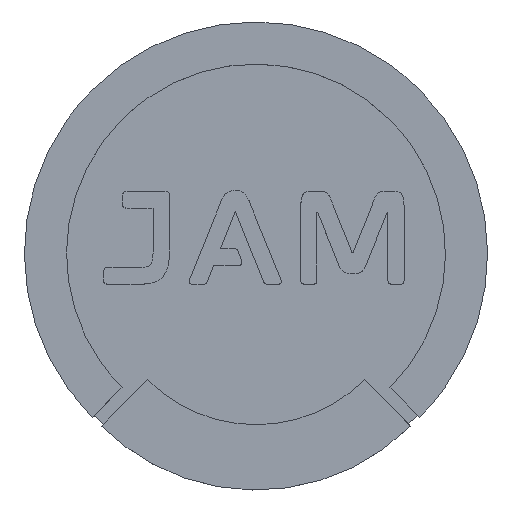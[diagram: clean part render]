
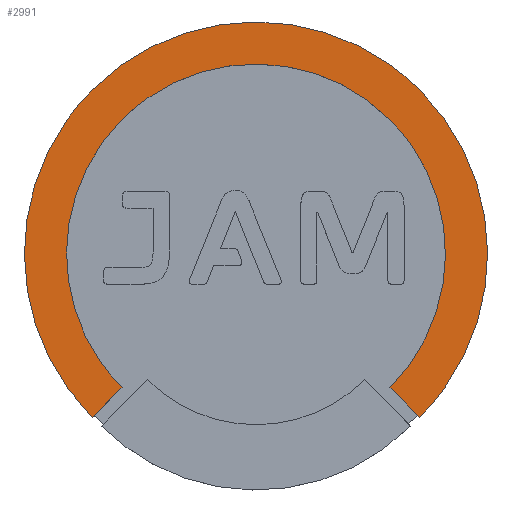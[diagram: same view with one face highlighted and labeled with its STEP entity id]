
A CAD part, top view. The second image highlights one B-rep face of the part: STEP entity #2991.
In plain terms, the highlighted planar face has unit normal (0, 0, 1).
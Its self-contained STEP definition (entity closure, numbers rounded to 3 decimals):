
#179=PLANE('',#3106);
#321=FACE_OUTER_BOUND('',#484,.T.);
#484=EDGE_LOOP('',(#2736,#2737,#2738,#2739,#2740,#2741,#2742,#2743));
#691=B_SPLINE_CURVE_WITH_KNOTS('',3,(#5430,#5431,#5432,#5433),
 .UNSPECIFIED.,.F.,.F.,(4,4),(-1.109,0.),.UNSPECIFIED.);
#692=B_SPLINE_CURVE_WITH_KNOTS('',3,(#5444,#5445,#5446,#5447),
 .UNSPECIFIED.,.F.,.F.,(4,4),(-1.109,0.),.UNSPECIFIED.);
#693=B_SPLINE_CURVE_WITH_KNOTS('',3,(#5458,#5459,#5460,#5461),
 .UNSPECIFIED.,.F.,.F.,(4,4),(-1.109,0.),.UNSPECIFIED.);
#694=B_SPLINE_CURVE_WITH_KNOTS('',3,(#5476,#5477,#5478,#5479),
 .UNSPECIFIED.,.F.,.F.,(4,4),(-1.355,0.),.UNSPECIFIED.);
#695=B_SPLINE_CURVE_WITH_KNOTS('',3,(#5490,#5491,#5492,#5493),
 .UNSPECIFIED.,.F.,.F.,(4,4),(-1.355,0.),.UNSPECIFIED.);
#696=B_SPLINE_CURVE_WITH_KNOTS('',3,(#5503,#5504,#5505,#5506),
 .UNSPECIFIED.,.F.,.F.,(4,4),(-1.355,0.),.UNSPECIFIED.);
#909=LINE('',#5418,#1156);
#915=LINE('',#5465,#1162);
#1156=VECTOR('',#3475,10.);
#1162=VECTOR('',#3483,10.);
#1481=VERTEX_POINT('',#5416);
#1482=VERTEX_POINT('',#5417);
#1483=VERTEX_POINT('',#5429);
#1484=VERTEX_POINT('',#5443);
#1485=VERTEX_POINT('',#5457);
#1486=VERTEX_POINT('',#5464);
#1487=VERTEX_POINT('',#5475);
#1488=VERTEX_POINT('',#5489);
#1901=EDGE_CURVE('',#1481,#1482,#909,.T.);
#1904=EDGE_CURVE('',#1483,#1481,#691,.T.);
#1906=EDGE_CURVE('',#1484,#1483,#692,.T.);
#1908=EDGE_CURVE('',#1485,#1484,#693,.T.);
#1910=EDGE_CURVE('',#1486,#1485,#915,.T.);
#1912=EDGE_CURVE('',#1487,#1486,#694,.T.);
#1914=EDGE_CURVE('',#1488,#1487,#695,.T.);
#1916=EDGE_CURVE('',#1482,#1488,#696,.T.);
#2736=ORIENTED_EDGE('',*,*,#1916,.F.);
#2737=ORIENTED_EDGE('',*,*,#1901,.F.);
#2738=ORIENTED_EDGE('',*,*,#1904,.F.);
#2739=ORIENTED_EDGE('',*,*,#1906,.F.);
#2740=ORIENTED_EDGE('',*,*,#1908,.F.);
#2741=ORIENTED_EDGE('',*,*,#1910,.F.);
#2742=ORIENTED_EDGE('',*,*,#1912,.F.);
#2743=ORIENTED_EDGE('',*,*,#1914,.F.);
#2991=ADVANCED_FACE('',(#321),#179,.F.);
#3106=AXIS2_PLACEMENT_3D('',#5507,#3487,#3488);
#3475=DIRECTION('',(-0.707,-0.707,0.));
#3483=DIRECTION('',(-0.707,0.707,0.));
#3487=DIRECTION('center_axis',(0.,0.,
-1.));
#3488=DIRECTION('ref_axis',(1.,0.,0.));
#5416=CARTESIAN_POINT('',(-4.939,35.125,30.031));
#5417=CARTESIAN_POINT('',(-6.043,34.021,30.031));
#5418=CARTESIAN_POINT('',(-2.037,38.027,30.031));
#5429=CARTESIAN_POINT('',(-4.939,45.058,30.031));
#5430=CARTESIAN_POINT('Ctrl Pts',(-4.939,45.058,30.031));
#5431=CARTESIAN_POINT('Ctrl Pts',(-7.682,42.315,30.031));
#5432=CARTESIAN_POINT('Ctrl Pts',(-7.682,37.867,30.031));
#5433=CARTESIAN_POINT('Ctrl Pts',(-4.939,35.125,30.031));
#5443=CARTESIAN_POINT('',(4.994,45.058,30.031));
#5444=CARTESIAN_POINT('Ctrl Pts',(4.994,45.058,30.031));
#5445=CARTESIAN_POINT('Ctrl Pts',(2.251,47.8,30.031));
#5446=CARTESIAN_POINT('Ctrl Pts',(-2.197,47.8,30.031));
#5447=CARTESIAN_POINT('Ctrl Pts',(-4.939,45.058,30.031));
#5457=CARTESIAN_POINT('',(4.994,35.125,30.031));
#5458=CARTESIAN_POINT('Ctrl Pts',(4.994,35.125,30.031));
#5459=CARTESIAN_POINT('Ctrl Pts',(7.737,37.867,30.031));
#5460=CARTESIAN_POINT('Ctrl Pts',(7.737,42.315,30.031));
#5461=CARTESIAN_POINT('Ctrl Pts',(4.994,45.058,30.031));
#5464=CARTESIAN_POINT('',(6.098,34.021,30.031));
#5465=CARTESIAN_POINT('',(2.643,37.475,30.031));
#5475=CARTESIAN_POINT('',(6.098,46.161,30.031));
#5476=CARTESIAN_POINT('Ctrl Pts',(6.098,46.161,30.031));
#5477=CARTESIAN_POINT('Ctrl Pts',(9.45,42.809,30.031));
#5478=CARTESIAN_POINT('Ctrl Pts',(9.45,37.373,30.031));
#5479=CARTESIAN_POINT('Ctrl Pts',(6.098,34.021,30.031));
#5489=CARTESIAN_POINT('',(-6.043,46.161,30.031));
#5490=CARTESIAN_POINT('Ctrl Pts',(-6.043,46.161,30.031));
#5491=CARTESIAN_POINT('Ctrl Pts',(-2.69,49.514,30.031));
#5492=CARTESIAN_POINT('Ctrl Pts',(2.745,49.514,30.031));
#5493=CARTESIAN_POINT('Ctrl Pts',(6.098,46.161,30.031));
#5503=CARTESIAN_POINT('Ctrl Pts',(-6.043,34.021,30.031));
#5504=CARTESIAN_POINT('Ctrl Pts',(-9.395,37.373,30.031));
#5505=CARTESIAN_POINT('Ctrl Pts',(-9.395,42.809,30.031));
#5506=CARTESIAN_POINT('Ctrl Pts',(-6.043,46.161,30.031));
#5507=CARTESIAN_POINT('Origin',(0.027,41.767,30.031));
